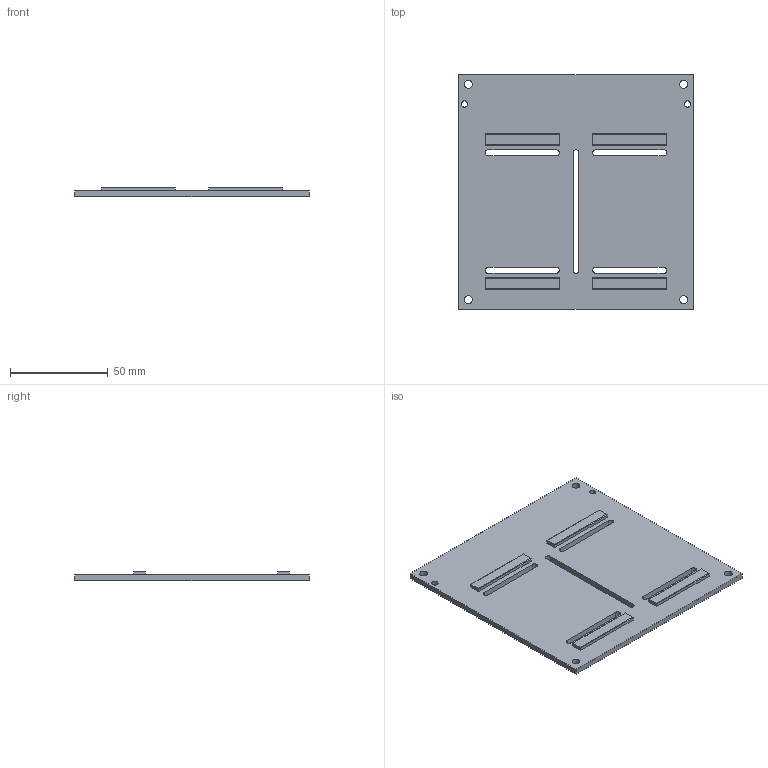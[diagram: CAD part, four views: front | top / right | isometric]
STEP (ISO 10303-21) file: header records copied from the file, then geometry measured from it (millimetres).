
FILE_DESCRIPTION(/* description */ (''),/* implementation_level */ '2;1');
FILE_NAME(/* name */ '',/* time_stamp */ '2024-04-28T18:38:56+08:00',/* author */ (''),/* organization */ (''),/* preprocessor_version */ 'ST-DEVELOPER v20',/* originating_system */ 'Autodesk Translation Framework v12.20.1.177',/* authorisation */ '');
FILE_SCHEMA (('AUTOMOTIVE_DESIGN { 1 0 10303 214 3 1 1 }'));
Length unit declared in the file: millimetre
Products named in the file (1): 底板
Bounding box: 120 x 120 x 4.8 mm (x, y, z)
Volume: 42660.5 mm3; surface area: 30964.4 mm2
Topology: 1 solids, 1 shells, 60 faces, 162 edges, 108 vertices
Faces by surface type: plane 44, cylinder 16
Full cylindrical faces by diameter (mm): 3.2 x2, 4.1 x4
Entity records: 1955 total; most frequent: CARTESIAN_POINT 331, ORIENTED_EDGE 324, DIRECTION 316, EDGE_CURVE 162, LINE 130, VECTOR 130, VERTEX_POINT 108, AXIS2_PLACEMENT_3D 93
